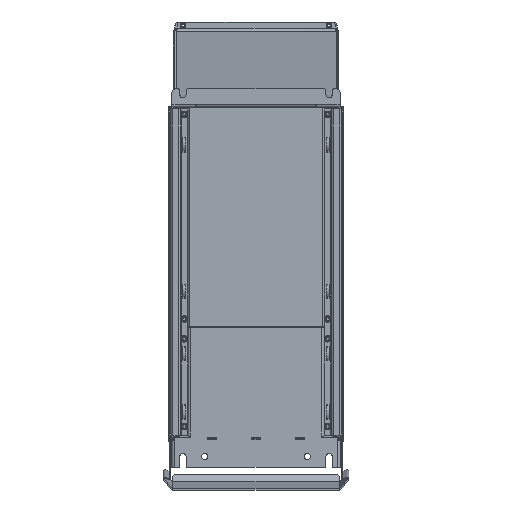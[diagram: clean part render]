
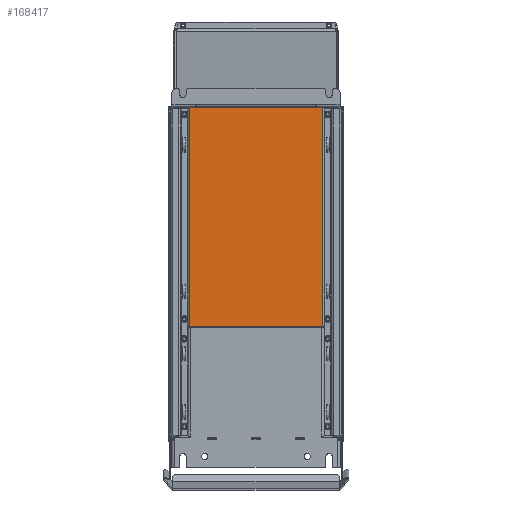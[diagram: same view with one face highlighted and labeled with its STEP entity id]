
A CAD part, front view. The second image highlights one B-rep face of the part: STEP entity #168417.
In plain terms, the highlighted planar face has unit normal (0, -1, 0).
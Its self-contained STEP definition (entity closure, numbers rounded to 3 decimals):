
#43007=DIRECTION('',(0.,0.,-1.));
#43008=VECTOR('',#43007,300.);
#43009=CARTESIAN_POINT('',(-91.,0.,226.));
#43010=LINE('',#43009,#43008);
#43041=DIRECTION('',(1.,0.,0.));
#43042=VECTOR('',#43041,182.);
#43043=CARTESIAN_POINT('',(-91.,0.,-74.));
#43044=LINE('',#43043,#43042);
#43049=DIRECTION('',(-1.,0.,0.));
#43050=VECTOR('',#43049,182.);
#43051=CARTESIAN_POINT('',(91.,0.,226.));
#43052=LINE('',#43051,#43050);
#43075=DIRECTION('',(0.,0.,1.));
#43076=VECTOR('',#43075,300.);
#43077=CARTESIAN_POINT('',(91.,0.,-74.));
#43078=LINE('',#43077,#43076);
#74544=CARTESIAN_POINT('',(-91.,0.,-74.));
#74545=CARTESIAN_POINT('',(91.,0.,-74.));
#74546=VERTEX_POINT('',#74544);
#74547=VERTEX_POINT('',#74545);
#74548=CARTESIAN_POINT('',(-91.,0.,226.));
#74549=VERTEX_POINT('',#74548);
#74550=CARTESIAN_POINT('',(91.,0.,226.));
#74551=VERTEX_POINT('',#74550);
#168404=CARTESIAN_POINT('',(93.,0.,226.));
#168405=DIRECTION('',(0.,-1.,0.));
#168406=DIRECTION('',(-1.,0.,0.));
#168407=AXIS2_PLACEMENT_3D('',#168404,#168405,#168406);
#168408=PLANE('',#168407);
#168409=ORIENTED_EDGE('',*,*,#168395,.F.);
#168410=ORIENTED_EDGE('',*,*,#168342,.F.);
#168412=ORIENTED_EDGE('',*,*,#168411,.F.);
#168414=ORIENTED_EDGE('',*,*,#168413,.F.);
#168415=EDGE_LOOP('',(#168409,#168410,#168412,#168414));
#168416=FACE_OUTER_BOUND('',#168415,.F.);
#168417=ADVANCED_FACE('',(#168416),#168408,.T.);
#168342=EDGE_CURVE('',#74549,#74546,#43010,.T.);
#168395=EDGE_CURVE('',#74546,#74547,#43044,.T.);
#168411=EDGE_CURVE('',#74551,#74549,#43052,.T.);
#168413=EDGE_CURVE('',#74547,#74551,#43078,.T.);
